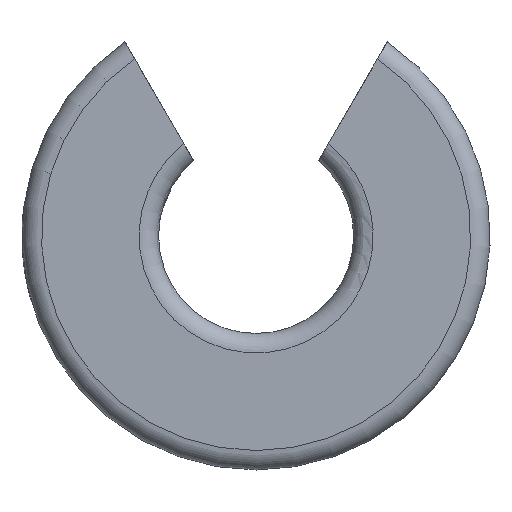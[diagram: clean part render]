
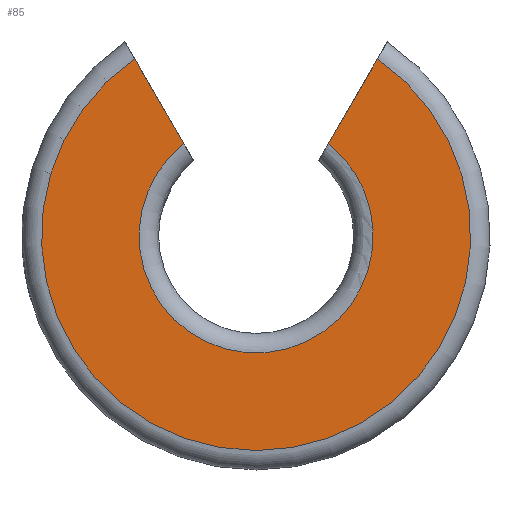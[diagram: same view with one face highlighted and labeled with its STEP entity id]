
A CAD part, left-side view. The second image highlights one B-rep face of the part: STEP entity #85.
In plain terms, the highlighted planar face has unit normal (-1, 0, 0).
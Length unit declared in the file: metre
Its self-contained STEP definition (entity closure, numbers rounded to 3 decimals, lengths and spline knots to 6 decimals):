
#85 = ADVANCED_FACE( '', ( #174 ), #175, .T. );
#174 = FACE_OUTER_BOUND( '', #265, .T. );
#175 = PLANE( '', #266 );
#265 = EDGE_LOOP( '', ( #455, #456, #457, #458 ) );
#266 = AXIS2_PLACEMENT_3D( '', #459, #460, #461 );
#455 = ORIENTED_EDGE( '', *, *, #632, .T. );
#456 = ORIENTED_EDGE( '', *, *, #633, .T. );
#457 = ORIENTED_EDGE( '', *, *, #628, .T. );
#458 = ORIENTED_EDGE( '', *, *, #620, .T. );
#459 = CARTESIAN_POINT( '', ( -0.011, 0., 0. ) );
#460 = DIRECTION( '', ( -1., 0., 0. ) );
#461 = DIRECTION( '', ( 0., -1., 0. ) );
#620 = EDGE_CURVE( '', #762, #760, #763, .T. );
#628 = EDGE_CURVE( '', #772, #762, #773, .T. );
#632 = EDGE_CURVE( '', #760, #778, #779, .F. );
#633 = EDGE_CURVE( '', #778, #772, #780, .T. );
#760 = VERTEX_POINT( '', #992 );
#762 = VERTEX_POINT( '', #999 );
#763 = LINE( '', #1000, #1001 );
#772 = VERTEX_POINT( '', #1019 );
#773 = CIRCLE( '', #1020, 0.0055 );
#778 = VERTEX_POINT( '', #1030 );
#779 = CIRCLE( '', #1031, 0.003 );
#780 = LINE( '', #1032, #1033 );
#992 = CARTESIAN_POINT( '', ( -0.011, -0.001853, 0.002359 ) );
#999 = CARTESIAN_POINT( '', ( -0.011, -0.00311, 0.004536 ) );
#1000 = CARTESIAN_POINT( '', ( -0.011, -0.000368, -0.000213 ) );
#1001 = VECTOR( '', #1190, 1. );
#1019 = CARTESIAN_POINT( '', ( -0.011, 0.00311, 0.004536 ) );
#1020 = AXIS2_PLACEMENT_3D( '', #1195, #1196, #1197 );
#1030 = CARTESIAN_POINT( '', ( -0.011, 0.001853, 0.002359 ) );
#1031 = AXIS2_PLACEMENT_3D( '', #1201, #1202, #1203 );
#1032 = CARTESIAN_POINT( '', ( -0.011, 0.000368, -0.000213 ) );
#1033 = VECTOR( '', #1204, 1. );
#1190 = DIRECTION( '', ( 0., 0.5, -0.866 ) );
#1195 = CARTESIAN_POINT( '', ( -0.011, 0., 0. ) );
#1196 = DIRECTION( '', ( -1., 0., 0. ) );
#1197 = DIRECTION( '', ( 0., -1., 0. ) );
#1201 = CARTESIAN_POINT( '', ( -0.011, 0., 0. ) );
#1202 = DIRECTION( '', ( -1., 0., 0. ) );
#1203 = DIRECTION( '', ( 0., -1., 0. ) );
#1204 = DIRECTION( '', ( 0., 0.5, 0.866 ) );
